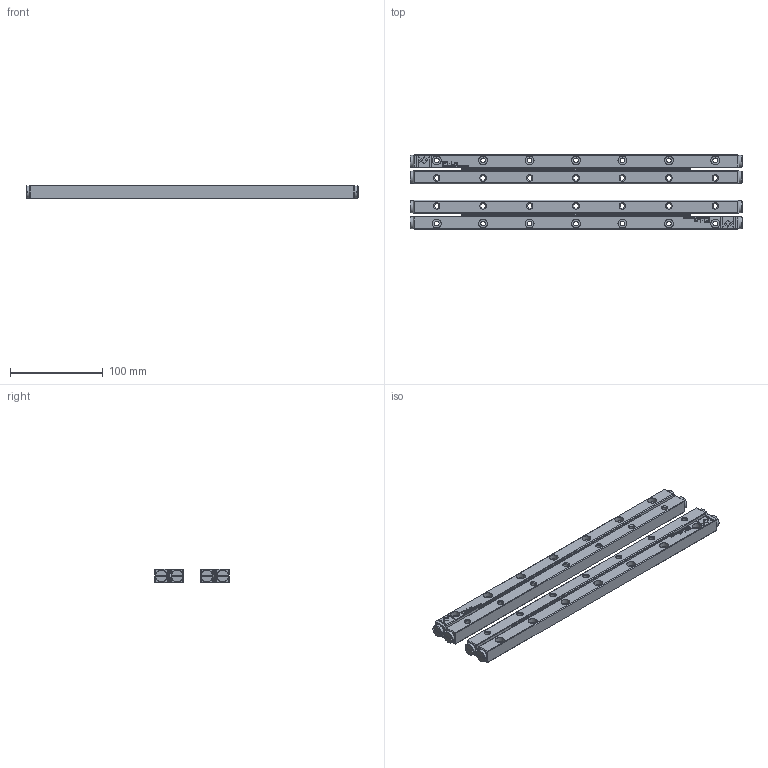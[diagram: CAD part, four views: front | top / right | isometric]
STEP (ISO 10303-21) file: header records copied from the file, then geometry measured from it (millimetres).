
FILE_DESCRIPTION(/* description */ (''),/* implementation_level */ '2;1');
FILE_NAME(/* name */ 'Set RSD-6350x27AA_stp.stp',/* time_stamp */ '2025-02-24T11:10:27+01:00',/* author */ (''),/* organization */ (''),/* preprocessor_version */ 'ST-DEVELOPER v16.7',/* originating_system */ 'SIEMENS PLM Software NX 12.0',/* authorisation */ '');
FILE_SCHEMA (('AUTOMOTIVE_DESIGN { 1 0 10303 214 3 1 1 1 }'));
Products named in the file (1): Set RSD-6350x27AA_stp
Bounding box: 357.4 x 80 x 15 mm (x, y, z)
Volume: 278933.8 mm3; surface area: 118012.1 mm2
Topology: 68 solids, 68 shells, 3446 faces, 8908 edges, 5766 vertices
Faces by surface type: plane 1968, cylinder 906, bspline 360, cone 212
Full cylindrical faces by diameter (mm): 4.3 x8, 5 x8, 5.2 x36, 6 x54, 9.5 x28, 13 x8
Entity records: 112474 total; most frequent: CARTESIAN_POINT 22683, ORIENTED_EDGE 16872, DIRECTION 15858, EDGE_CURVE 8436, VERTEX_POINT 5640, LINE 5620, VECTOR 5620, AXIS2_PLACEMENT_3D 5119
